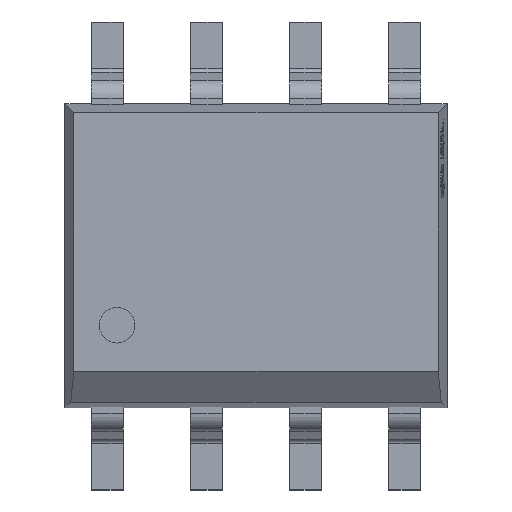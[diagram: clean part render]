
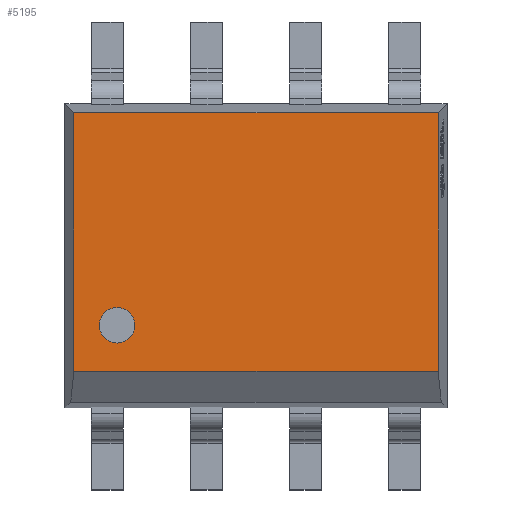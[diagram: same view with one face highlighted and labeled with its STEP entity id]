
A CAD part, top view. The second image highlights one B-rep face of the part: STEP entity #5195.
In plain terms, the highlighted planar face has unit normal (0, 0, 1).
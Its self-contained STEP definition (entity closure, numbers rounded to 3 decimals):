
#307 = FACE_OUTER_BOUND ( 'NONE', #15129, .T. ) ;
#436 = CARTESIAN_POINT ( 'NONE',  ( 2.334, -1.482, 0.825 ) ) ;
#1118 = VECTOR ( 'NONE', #5216, 1000. ) ;
#1272 = LINE ( 'NONE', #7994, #12423 ) ;
#1477 = PLANE ( 'NONE',  #3453 ) ;
#1531 = DIRECTION ( 'NONE',  ( 0., -1., 0. ) ) ;
#1695 = EDGE_CURVE ( 'NONE', #1766, #12820, #8196, .T. ) ;
#1766 = VERTEX_POINT ( 'NONE', #15654 ) ;
#2106 = EDGE_CURVE ( 'NONE', #12323, #13278, #15308, .T. ) ;
#2310 = DIRECTION ( 'NONE',  ( 0., 0., 1. ) ) ;
#2415 = DIRECTION ( 'NONE',  ( -1., 0., 0. ) ) ;
#2857 = CARTESIAN_POINT ( 'NONE',  ( 2.334, 1.95, 0.825 ) ) ;
#3001 = VECTOR ( 'NONE', #2415, 1000. ) ;
#3080 = EDGE_CURVE ( 'NONE', #6956, #14536, #9185, .T. ) ;
#3172 = EDGE_CURVE ( 'NONE', #13278, #1766, #1272, .T. ) ;
#3453 = AXIS2_PLACEMENT_3D ( 'NONE', #10857, #6665, #11887 ) ;
#3702 = CARTESIAN_POINT ( 'NONE',  ( -2.45, 1.834, 0.825 ) ) ;
#3757 = AXIS2_PLACEMENT_3D ( 'NONE', #16412, #2310, #6039 ) ;
#4077 = EDGE_LOOP ( 'NONE', ( #14057, #16200 ) ) ;
#4978 = ORIENTED_EDGE ( 'NONE', *, *, #2106, .T. ) ;
#5195 = ADVANCED_FACE ( 'NONE', ( #13158, #307 ), #1477, .T. ) ;
#5216 = DIRECTION ( 'NONE',  ( 0., 1., 0. ) ) ;
#5318 = EDGE_CURVE ( 'NONE', #14536, #6956, #8665, .T. ) ;
#5744 = CARTESIAN_POINT ( 'NONE',  ( -2.334, 1.834, 0.825 ) ) ;
#6039 = DIRECTION ( 'NONE',  ( 1., 0., 0. ) ) ;
#6492 = CARTESIAN_POINT ( 'NONE',  ( 2.334, -1.482, 0.825 ) ) ;
#6665 = DIRECTION ( 'NONE',  ( 0., 0., 1. ) ) ;
#6956 = VERTEX_POINT ( 'NONE', #16222 ) ;
#7112 = ORIENTED_EDGE ( 'NONE', *, *, #3172, .T. ) ;
#7994 = CARTESIAN_POINT ( 'NONE',  ( -2.334, 1.95, 0.825 ) ) ;
#8196 = LINE ( 'NONE', #6492, #15923 ) ;
#8451 = CARTESIAN_POINT ( 'NONE',  ( -1.782, -0.892, 0.825 ) ) ;
#8533 = DIRECTION ( 'NONE',  ( 1., 0., 0. ) ) ;
#8665 = CIRCLE ( 'NONE', #12478, 0.227 ) ;
#9152 = DIRECTION ( 'NONE',  ( 1., 0., 0. ) ) ;
#9185 = CIRCLE ( 'NONE', #3757, 0.227 ) ;
#9315 = LINE ( 'NONE', #2857, #1118 ) ;
#9878 = ORIENTED_EDGE ( 'NONE', *, *, #13752, .T. ) ;
#10857 = CARTESIAN_POINT ( 'NONE',  ( 0., 0., 0.825 ) ) ;
#10872 = CARTESIAN_POINT ( 'NONE',  ( -2.009, -0.892, 0.825 ) ) ;
#11009 = DIRECTION ( 'NONE',  ( 0., 0., 1. ) ) ;
#11887 = DIRECTION ( 'NONE',  ( 1., 0., 0. ) ) ;
#12323 = VERTEX_POINT ( 'NONE', #14157 ) ;
#12423 = VECTOR ( 'NONE', #1531, 1000. ) ;
#12478 = AXIS2_PLACEMENT_3D ( 'NONE', #8451, #11009, #8533 ) ;
#12820 = VERTEX_POINT ( 'NONE', #436 ) ;
#13158 = FACE_BOUND ( 'NONE', #4077, .T. ) ;
#13278 = VERTEX_POINT ( 'NONE', #5744 ) ;
#13752 = EDGE_CURVE ( 'NONE', #12820, #12323, #9315, .T. ) ;
#14057 = ORIENTED_EDGE ( 'NONE', *, *, #3080, .F. ) ;
#14157 = CARTESIAN_POINT ( 'NONE',  ( 2.334, 1.834, 0.825 ) ) ;
#14536 = VERTEX_POINT ( 'NONE', #10872 ) ;
#14949 = ORIENTED_EDGE ( 'NONE', *, *, #1695, .T. ) ;
#15129 = EDGE_LOOP ( 'NONE', ( #7112, #14949, #9878, #4978 ) ) ;
#15308 = LINE ( 'NONE', #3702, #3001 ) ;
#15654 = CARTESIAN_POINT ( 'NONE',  ( -2.334, -1.482, 0.825 ) ) ;
#15923 = VECTOR ( 'NONE', #9152, 1000. ) ;
#16200 = ORIENTED_EDGE ( 'NONE', *, *, #5318, .F. ) ;
#16222 = CARTESIAN_POINT ( 'NONE',  ( -1.555, -0.892, 0.825 ) ) ;
#16412 = CARTESIAN_POINT ( 'NONE',  ( -1.782, -0.892, 0.825 ) ) ;
